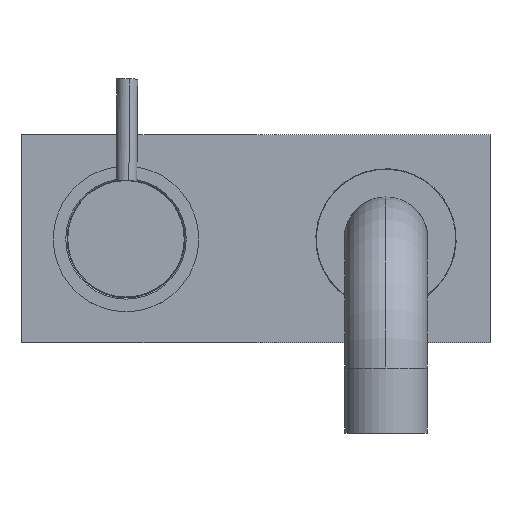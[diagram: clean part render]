
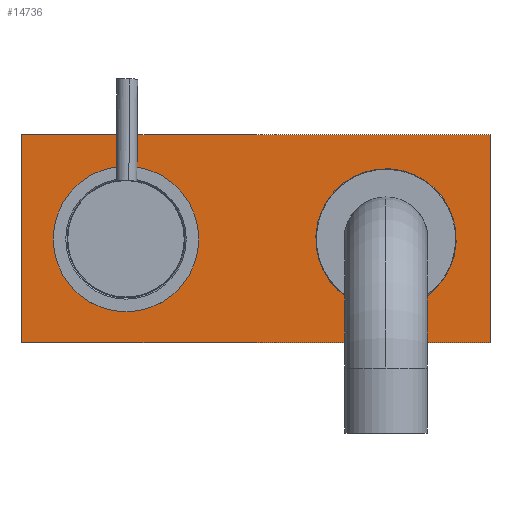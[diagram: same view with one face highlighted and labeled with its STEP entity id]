
A CAD part, top view. The second image highlights one B-rep face of the part: STEP entity #14736.
In plain terms, the highlighted planar face has unit normal (0, 0, 1).
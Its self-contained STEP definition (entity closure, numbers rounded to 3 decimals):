
#628 = VERTEX_POINT ( 'NONE', #10062 ) ;
#745 = DIRECTION ( 'NONE',  ( 0., 0., -1. ) ) ;
#819 = CARTESIAN_POINT ( 'NONE',  ( 50., 0., 57.3 ) ) ;
#1072 = ORIENTED_EDGE ( 'NONE', *, *, #9086, .F. ) ;
#1116 = EDGE_CURVE ( 'NONE', #17696, #5649, #16000, .T. ) ;
#1400 = VERTEX_POINT ( 'NONE', #13233 ) ;
#1454 = CARTESIAN_POINT ( 'NONE',  ( 90., -40., 57.3 ) ) ;
#1475 = VECTOR ( 'NONE', #8786, 1000. ) ;
#1520 = DIRECTION ( 'NONE',  ( 0.684, 0.73, 0. ) ) ;
#1751 = DIRECTION ( 'NONE',  ( 0., 0., 1. ) ) ;
#1940 = CARTESIAN_POINT ( 'NONE',  ( 90., -40., 57.3 ) ) ;
#2329 = LINE ( 'NONE', #5094, #1475 ) ;
#3313 = DIRECTION ( 'NONE',  ( 0., 0., -1. ) ) ;
#4305 = EDGE_CURVE ( 'NONE', #12732, #628, #13670, .T. ) ;
#4532 = CARTESIAN_POINT ( 'NONE',  ( 50., 0., 57.3 ) ) ;
#4923 = ORIENTED_EDGE ( 'NONE', *, *, #21262, .F. ) ;
#5058 = PLANE ( 'NONE',  #9664 ) ;
#5094 = CARTESIAN_POINT ( 'NONE',  ( 90., 40., 57.3 ) ) ;
#5500 = EDGE_LOOP ( 'NONE', ( #6277, #20713 ) ) ;
#5649 = VERTEX_POINT ( 'NONE', #19283 ) ;
#6016 = EDGE_CURVE ( 'NONE', #1400, #17796, #7228, .T. ) ;
#6149 = CIRCLE ( 'NONE', #6536, 27. ) ;
#6277 = ORIENTED_EDGE ( 'NONE', *, *, #1116, .T. ) ;
#6383 = AXIS2_PLACEMENT_3D ( 'NONE', #4532, #21242, #1520 ) ;
#6536 = AXIS2_PLACEMENT_3D ( 'NONE', #819, #745, #16116 ) ;
#7228 = LINE ( 'NONE', #1940, #19455 ) ;
#8474 = CARTESIAN_POINT ( 'NONE',  ( 90., -40., 57.3 ) ) ;
#8786 = DIRECTION ( 'NONE',  ( 1., 0., 0. ) ) ;
#9086 = EDGE_CURVE ( 'NONE', #12952, #1400, #2329, .T. ) ;
#9167 = CARTESIAN_POINT ( 'NONE',  ( -90., -40., 57.3 ) ) ;
#9664 = AXIS2_PLACEMENT_3D ( 'NONE', #12186, #1751, #10184 ) ;
#9886 = FACE_OUTER_BOUND ( 'NONE', #10545, .T. ) ;
#9981 = DIRECTION ( 'NONE',  ( 0., -1., 0. ) ) ;
#10062 = CARTESIAN_POINT ( 'NONE',  ( -73., 0., 57.3 ) ) ;
#10130 = EDGE_CURVE ( 'NONE', #14221, #12952, #16736, .T. ) ;
#10184 = DIRECTION ( 'NONE',  ( -1., 0., 0. ) ) ;
#10360 = DIRECTION ( 'NONE',  ( -1., 0., 0. ) ) ;
#10545 = EDGE_LOOP ( 'NONE', ( #13508, #4923, #21536, #1072 ) ) ;
#10820 = EDGE_CURVE ( 'NONE', #5649, #17696, #6149, .T. ) ;
#11063 = ORIENTED_EDGE ( 'NONE', *, *, #4305, .T. ) ;
#11967 = CARTESIAN_POINT ( 'NONE',  ( 68.466, 19.698, 57.3 ) ) ;
#12038 = FACE_BOUND ( 'NONE', #18011, .T. ) ;
#12186 = CARTESIAN_POINT ( 'NONE',  ( 0., 0., 57.3 ) ) ;
#12732 = VERTEX_POINT ( 'NONE', #21036 ) ;
#12952 = VERTEX_POINT ( 'NONE', #18815 ) ;
#13233 = CARTESIAN_POINT ( 'NONE',  ( 90., 40., 57.3 ) ) ;
#13508 = ORIENTED_EDGE ( 'NONE', *, *, #10130, .F. ) ;
#13670 = CIRCLE ( 'NONE', #15910, 23. ) ;
#13816 = AXIS2_PLACEMENT_3D ( 'NONE', #13910, #3313, #15714 ) ;
#13910 = CARTESIAN_POINT ( 'NONE',  ( -50., 0., 57.3 ) ) ;
#14221 = VERTEX_POINT ( 'NONE', #9167 ) ;
#14604 = DIRECTION ( 'NONE',  ( 0., 1., 0. ) ) ;
#14736 = ADVANCED_FACE ( 'NONE', ( #16343, #12038, #9886 ), #5058, .T. ) ;
#15714 = DIRECTION ( 'NONE',  ( 1., 0., 0. ) ) ;
#15751 = CIRCLE ( 'NONE', #13816, 23. ) ;
#15910 = AXIS2_PLACEMENT_3D ( 'NONE', #19909, #19973, #20051 ) ;
#16000 = CIRCLE ( 'NONE', #6383, 27. ) ;
#16004 = CARTESIAN_POINT ( 'NONE',  ( -90., -40., 57.3 ) ) ;
#16116 = DIRECTION ( 'NONE',  ( 0.684, 0.73, 0. ) ) ;
#16343 = FACE_BOUND ( 'NONE', #5500, .T. ) ;
#16736 = LINE ( 'NONE', #16004, #16772 ) ;
#16772 = VECTOR ( 'NONE', #14604, 1000. ) ;
#17696 = VERTEX_POINT ( 'NONE', #11967 ) ;
#17796 = VERTEX_POINT ( 'NONE', #1454 ) ;
#18011 = EDGE_LOOP ( 'NONE', ( #19085, #11063 ) ) ;
#18404 = VECTOR ( 'NONE', #10360, 1000. ) ;
#18815 = CARTESIAN_POINT ( 'NONE',  ( -90., 40., 57.3 ) ) ;
#19085 = ORIENTED_EDGE ( 'NONE', *, *, #22817, .T. ) ;
#19283 = CARTESIAN_POINT ( 'NONE',  ( 31.534, -19.698, 57.3 ) ) ;
#19455 = VECTOR ( 'NONE', #9981, 1000. ) ;
#19909 = CARTESIAN_POINT ( 'NONE',  ( -50., 0., 57.3 ) ) ;
#19973 = DIRECTION ( 'NONE',  ( 0., 0., -1. ) ) ;
#20051 = DIRECTION ( 'NONE',  ( 1., 0., 0. ) ) ;
#20713 = ORIENTED_EDGE ( 'NONE', *, *, #10820, .T. ) ;
#21036 = CARTESIAN_POINT ( 'NONE',  ( -27., 0., 57.3 ) ) ;
#21242 = DIRECTION ( 'NONE',  ( 0., 0., -1. ) ) ;
#21262 = EDGE_CURVE ( 'NONE', #17796, #14221, #22415, .T. ) ;
#21536 = ORIENTED_EDGE ( 'NONE', *, *, #6016, .F. ) ;
#22415 = LINE ( 'NONE', #8474, #18404 ) ;
#22817 = EDGE_CURVE ( 'NONE', #628, #12732, #15751, .T. ) ;
